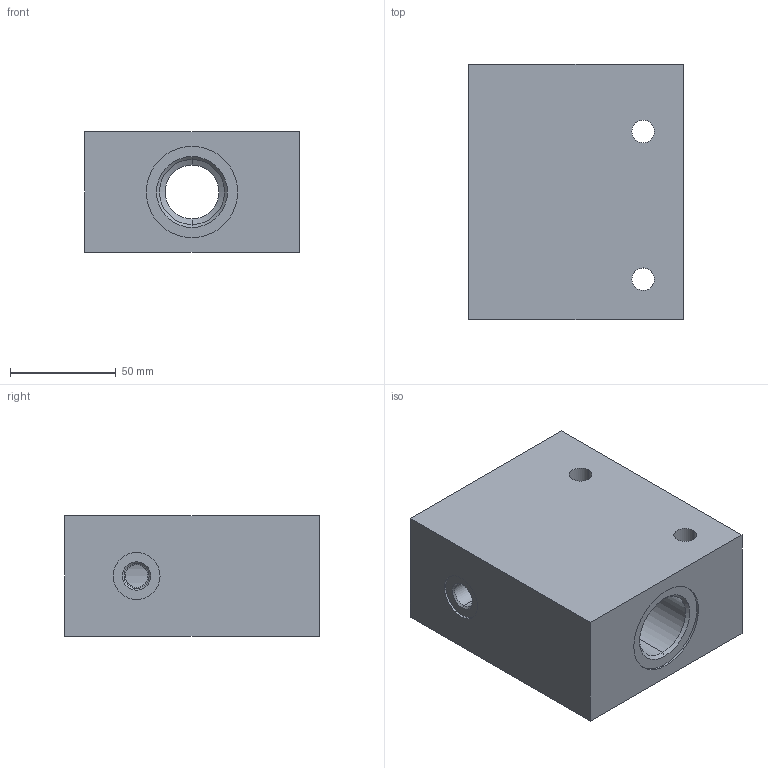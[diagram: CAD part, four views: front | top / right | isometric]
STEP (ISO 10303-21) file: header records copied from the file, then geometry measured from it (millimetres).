
FILE_DESCRIPTION (( 'STEP AP203' ), '1' );
FILE_NAME ('ML-23A4-G08A-Z01.STEP', '2026-02-25T03:06:04', ( '' ), ( '' ), 'SwSTEP 2.0', 'SolidWorks 2018', '' );
FILE_SCHEMA (( 'CONFIG_CONTROL_DESIGN' ));
Length unit declared in the file: millimetre
Products named in the file (1): ML-23A4-G08A-Z01
Bounding box: 101.6 x 120.7 x 57.2 mm (x, y, z)
Volume: 543208 mm3; surface area: 69269 mm2
Topology: 1 solids, 1 shells, 84 faces, 180 edges, 104 vertices
Faces by surface type: cylinder 38, cone 26, plane 12, torus 8
Entity records: 2587 total; most frequent: CARTESIAN_POINT 609, DIRECTION 442, ORIENTED_EDGE 360, AXIS2_PLACEMENT_3D 183, EDGE_CURVE 180, VERTEX_POINT 104, EDGE_LOOP 102, CIRCLE 98
